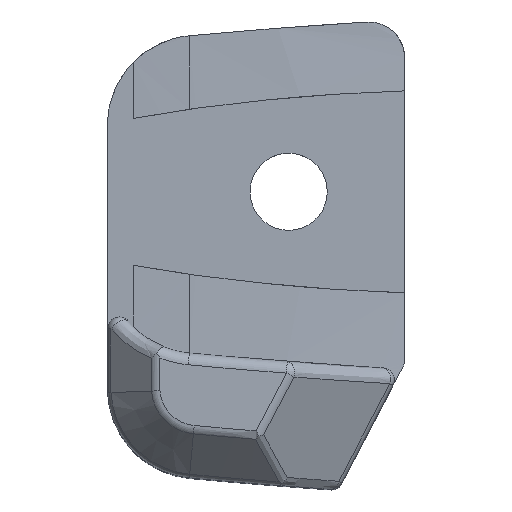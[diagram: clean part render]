
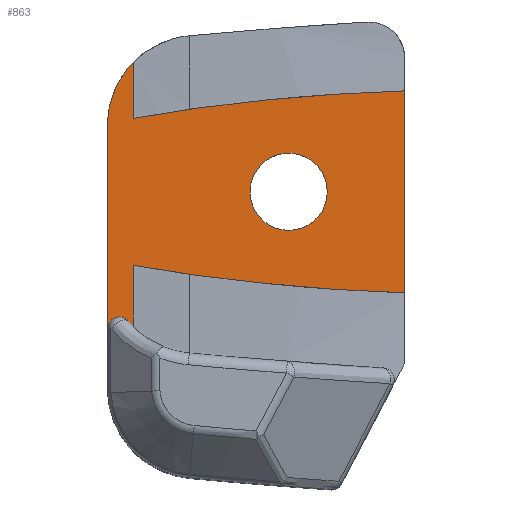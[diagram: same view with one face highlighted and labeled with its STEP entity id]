
A CAD part, top view. The second image highlights one B-rep face of the part: STEP entity #863.
In plain terms, the highlighted planar face has unit normal (0, 0, 1).
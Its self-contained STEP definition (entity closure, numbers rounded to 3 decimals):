
#47=CIRCLE('',#942,7.592);
#48=CIRCLE('',#944,3.25);
#49=CIRCLE('',#945,174.728);
#50=CIRCLE('',#946,168.699);
#51=CIRCLE('',#947,1.);
#52=CIRCLE('',#948,7.592);
#89=PLANE('',#943);
#180=ORIENTED_EDGE('',*,*,#435,.T.);
#181=ORIENTED_EDGE('',*,*,#406,.T.);
#182=ORIENTED_EDGE('',*,*,#436,.F.);
#183=ORIENTED_EDGE('',*,*,#437,.F.);
#184=ORIENTED_EDGE('',*,*,#427,.F.);
#185=ORIENTED_EDGE('',*,*,#438,.F.);
#186=ORIENTED_EDGE('',*,*,#439,.F.);
#187=ORIENTED_EDGE('',*,*,#408,.T.);
#188=ORIENTED_EDGE('',*,*,#434,.T.);
#189=ORIENTED_EDGE('',*,*,#440,.T.);
#190=ORIENTED_EDGE('',*,*,#441,.T.);
#191=ORIENTED_EDGE('',*,*,#442,.T.);
#406=EDGE_CURVE('',#538,#537,#615,.T.);
#408=EDGE_CURVE('',#539,#540,#616,.T.);
#427=EDGE_CURVE('',#554,#555,#624,.T.);
#434=EDGE_CURVE('',#540,#559,#47,.T.);
#435=EDGE_CURVE('',#560,#560,#48,.T.);
#436=EDGE_CURVE('',#561,#537,#629,.T.);
#437=EDGE_CURVE('',#555,#561,#49,.T.);
#438=EDGE_CURVE('',#562,#554,#50,.T.);
#439=EDGE_CURVE('',#539,#562,#630,.T.);
#440=EDGE_CURVE('',#559,#563,#631,.T.);
#441=EDGE_CURVE('',#563,#564,#51,.F.);
#442=EDGE_CURVE('',#564,#538,#52,.T.);
#537=VERTEX_POINT('',#1311);
#538=VERTEX_POINT('',#1313);
#539=VERTEX_POINT('',#1320);
#540=VERTEX_POINT('',#1321);
#554=VERTEX_POINT('',#1379);
#555=VERTEX_POINT('',#1381);
#559=VERTEX_POINT('',#1393);
#560=VERTEX_POINT('',#1397);
#561=VERTEX_POINT('',#1399);
#562=VERTEX_POINT('',#1402);
#563=VERTEX_POINT('',#1405);
#564=VERTEX_POINT('',#1407);
#615=LINE('',#1312,#663);
#616=LINE('',#1319,#664);
#624=LINE('',#1380,#672);
#629=LINE('',#1398,#677);
#630=LINE('',#1403,#678);
#631=LINE('',#1404,#679);
#663=VECTOR('',#1044,1000.);
#664=VECTOR('',#1047,1000.);
#672=VECTOR('',#1069,1000.);
#677=VECTOR('',#1088,1000.);
#678=VECTOR('',#1093,1000.);
#679=VECTOR('',#1094,1000.);
#717=EDGE_LOOP('',(#180));
#718=EDGE_LOOP('',(#181,#182,#183,#184,#185,#186,#187,#188,#189,#190,#191));
#779=FACE_BOUND('',#717,.T.);
#780=FACE_BOUND('',#718,.T.);
#863=ADVANCED_FACE('',(#779,#780),#89,.T.);
#942=AXIS2_PLACEMENT_3D('',#1394,#1082,#1083);
#943=AXIS2_PLACEMENT_3D('',#1395,#1084,#1085);
#944=AXIS2_PLACEMENT_3D('',#1396,#1086,#1087);
#945=AXIS2_PLACEMENT_3D('',#1400,#1089,#1090);
#946=AXIS2_PLACEMENT_3D('',#1401,#1091,#1092);
#947=AXIS2_PLACEMENT_3D('',#1406,#1095,#1096);
#948=AXIS2_PLACEMENT_3D('',#1408,#1097,#1098);
#1044=DIRECTION('',(0.,1.,0.));
#1047=DIRECTION('',(0.,1.,0.));
#1069=DIRECTION('',(0.,-1.,0.));
#1082=DIRECTION('',(0.,0.,1.));
#1083=DIRECTION('',(1.,0.,0.));
#1084=DIRECTION('',(0.,0.,1.));
#1085=DIRECTION('',(1.,0.,0.));
#1086=DIRECTION('',(0.,0.,-1.));
#1087=DIRECTION('',(1.,0.,0.));
#1088=DIRECTION('',(-0.988,0.156,0.));
#1089=DIRECTION('',(0.,0.,-1.));
#1090=DIRECTION('',(1.,0.,0.));
#1091=DIRECTION('',(0.,0.,-1.));
#1092=DIRECTION('',(1.,0.,0.));
#1093=DIRECTION('',(0.987,0.159,0.));
#1094=DIRECTION('',(0.,-1.,0.));
#1095=DIRECTION('',(0.,0.,1.));
#1096=DIRECTION('',(1.,0.,0.));
#1097=DIRECTION('',(0.,0.,1.));
#1098=DIRECTION('',(1.,0.,0.));
#1311=CARTESIAN_POINT('',(-13.084,-6.195,-5.));
#1312=CARTESIAN_POINT('',(-13.084,-31.174,-5.));
#1313=CARTESIAN_POINT('',(-13.084,-11.396,-5.));
#1319=CARTESIAN_POINT('',(-13.084,-31.174,-5.));
#1320=CARTESIAN_POINT('',(-13.084,6.175,-5.));
#1321=CARTESIAN_POINT('',(-13.084,10.896,-5.));
#1379=CARTESIAN_POINT('',(9.75,8.494,-5.));
#1380=CARTESIAN_POINT('',(9.75,-8.639,-5.));
#1381=CARTESIAN_POINT('',(9.75,-8.514,-5.));
#1393=CARTESIAN_POINT('',(-15.25,5.964,-5.));
#1394=CARTESIAN_POINT('',(-7.668,5.576,-5.));
#1395=CARTESIAN_POINT('',(-7.668,-5.576,-5.));
#1396=CARTESIAN_POINT('',(0.,0.,-5.));
#1397=CARTESIAN_POINT('',(3.25,0.,-5.));
#1398=CARTESIAN_POINT('',(-10.448,-6.611,-5.));
#1399=CARTESIAN_POINT('',(-7.813,-7.026,-5.));
#1400=CARTESIAN_POINT('',(15.693,166.113,-5.));
#1401=CARTESIAN_POINT('',(15.002,-160.123,-5.));
#1402=CARTESIAN_POINT('',(-7.813,7.026,-5.));
#1403=CARTESIAN_POINT('',(-10.448,6.601,-5.));
#1404=CARTESIAN_POINT('',(-15.25,5.964,-5.));
#1405=CARTESIAN_POINT('',(-15.25,-11.598,-5.));
#1406=CARTESIAN_POINT('',(-14.25,-11.598,-5.));
#1407=CARTESIAN_POINT('',(-13.484,-10.956,-5.));
#1408=CARTESIAN_POINT('',(-7.668,-6.076,-5.));
